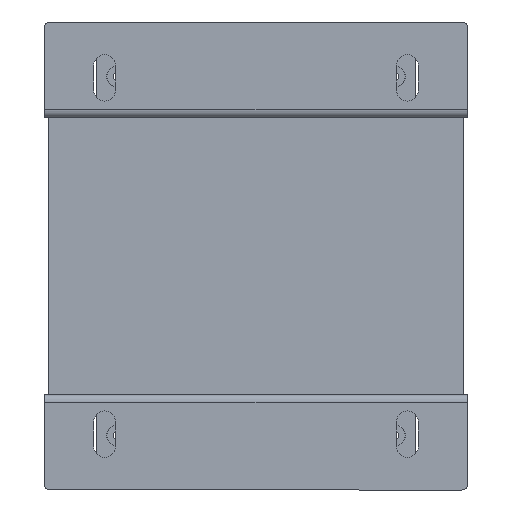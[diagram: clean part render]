
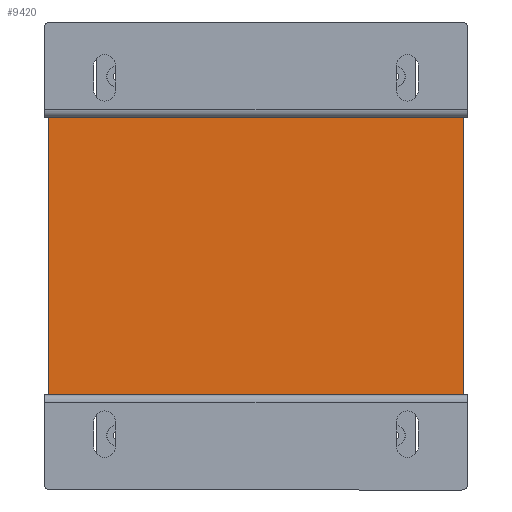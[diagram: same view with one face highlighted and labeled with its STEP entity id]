
A CAD part, front view. The second image highlights one B-rep face of the part: STEP entity #9420.
In plain terms, the highlighted planar face has unit normal (0, -1, 0).
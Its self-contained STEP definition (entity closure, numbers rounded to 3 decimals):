
#1744 = DIRECTION ( 'NONE',  ( 0., 0., -1. ) ) ;
#3329 = CARTESIAN_POINT ( 'NONE',  ( -17.255, -3.22, 179.773 ) ) ;
#5583 = CARTESIAN_POINT ( 'NONE',  ( -17.255, -3.22, 78.173 ) ) ;
#9420 = ADVANCED_FACE ( 'NONE', ( #107741 ), #90678, .F. ) ;
#10052 = ORIENTED_EDGE ( 'NONE', *, *, #103769, .T. ) ;
#10091 = CARTESIAN_POINT ( 'NONE',  ( 135.145, -3.22, 78.173 ) ) ;
#18612 = ORIENTED_EDGE ( 'NONE', *, *, #125848, .F. ) ;
#20157 = DIRECTION ( 'NONE',  ( 1., 0., 0. ) ) ;
#25682 = VERTEX_POINT ( 'NONE', #80798 ) ;
#25945 = EDGE_CURVE ( 'NONE', #25682, #105065, #46842, .T. ) ;
#46541 = CARTESIAN_POINT ( 'NONE',  ( -17.255, -3.22, 78.173 ) ) ;
#46842 = LINE ( 'NONE', #137317, #157438 ) ;
#50249 = EDGE_CURVE ( 'NONE', #118013, #92014, #141793, .T. ) ;
#54414 = ORIENTED_EDGE ( 'NONE', *, *, #25945, .F. ) ;
#59917 = DIRECTION ( 'NONE',  ( 0., 0., -1. ) ) ;
#62640 = VECTOR ( 'NONE', #1744, 1000. ) ;
#63793 = LINE ( 'NONE', #113260, #156035 ) ;
#80798 = CARTESIAN_POINT ( 'NONE',  ( 135.145, -3.22, 179.773 ) ) ;
#88580 = DIRECTION ( 'NONE',  ( 1., 0., 0. ) ) ;
#90678 = PLANE ( 'NONE',  #117924 ) ;
#91472 = DIRECTION ( 'NONE',  ( 0., 0., 1. ) ) ;
#92014 = VERTEX_POINT ( 'NONE', #5583 ) ;
#101474 = CARTESIAN_POINT ( 'NONE',  ( -17.255, -3.22, 179.773 ) ) ;
#103769 = EDGE_CURVE ( 'NONE', #92014, #105065, #122184, .T. ) ;
#104098 = EDGE_LOOP ( 'NONE', ( #10052, #54414, #18612, #148108 ) ) ;
#105065 = VERTEX_POINT ( 'NONE', #10091 ) ;
#105410 = VECTOR ( 'NONE', #20157, 1000. ) ;
#107741 = FACE_OUTER_BOUND ( 'NONE', #104098, .T. ) ;
#113260 = CARTESIAN_POINT ( 'NONE',  ( -17.255, -3.22, 179.773 ) ) ;
#117924 = AXIS2_PLACEMENT_3D ( 'NONE', #3329, #144876, #91472 ) ;
#118013 = VERTEX_POINT ( 'NONE', #135136 ) ;
#122184 = LINE ( 'NONE', #46541, #105410 ) ;
#125848 = EDGE_CURVE ( 'NONE', #118013, #25682, #63793, .T. ) ;
#135136 = CARTESIAN_POINT ( 'NONE',  ( -17.255, -3.22, 179.773 ) ) ;
#137317 = CARTESIAN_POINT ( 'NONE',  ( 135.145, -3.22, 179.773 ) ) ;
#141793 = LINE ( 'NONE', #101474, #62640 ) ;
#144876 = DIRECTION ( 'NONE',  ( 0., 1., 0. ) ) ;
#148108 = ORIENTED_EDGE ( 'NONE', *, *, #50249, .T. ) ;
#156035 = VECTOR ( 'NONE', #88580, 1000. ) ;
#157438 = VECTOR ( 'NONE', #59917, 1000. ) ;
